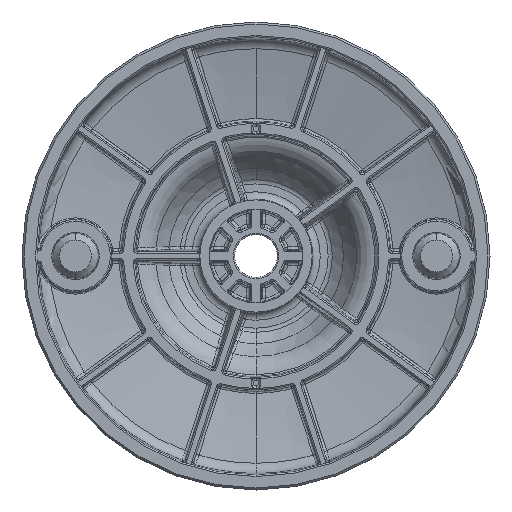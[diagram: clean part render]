
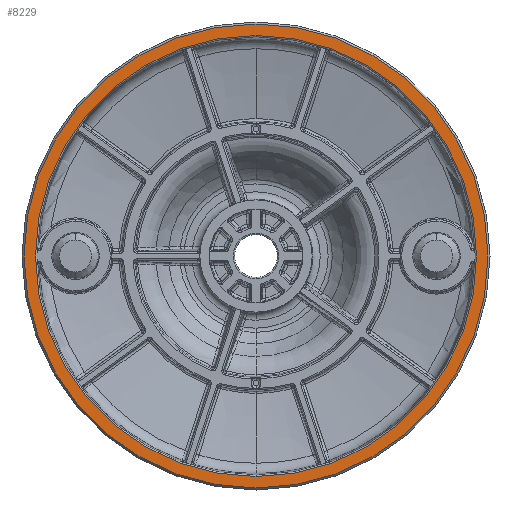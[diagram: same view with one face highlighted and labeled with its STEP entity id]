
A CAD part, front view. The second image highlights one B-rep face of the part: STEP entity #8229.
In plain terms, the highlighted planar face has unit normal (0, -1, 0).
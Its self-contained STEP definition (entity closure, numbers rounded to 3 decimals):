
#152 = CARTESIAN_POINT ( 'NONE',  ( 0., 0., 0. ) ) ;
#825 = EDGE_LOOP ( 'NONE', ( #29510, #15970 ) ) ;
#1456 = EDGE_LOOP ( 'NONE', ( #4350, #24487 ) ) ;
#2823 = DIRECTION ( 'NONE',  ( 0., 0., -1. ) ) ;
#4138 = DIRECTION ( 'NONE',  ( 0., -1., 0. ) ) ;
#4350 = ORIENTED_EDGE ( 'NONE', *, *, #33546, .T. ) ;
#5670 = EDGE_CURVE ( 'NONE', #6893, #29467, #33943, .T. ) ;
#6778 = DIRECTION ( 'NONE',  ( 0., 0., -1. ) ) ;
#6893 = VERTEX_POINT ( 'NONE', #23971 ) ;
#7318 = FACE_OUTER_BOUND ( 'NONE', #825, .T. ) ;
#8229 = ADVANCED_FACE ( 'NONE', ( #30190, #7318 ), #20012, .T. ) ;
#9475 = AXIS2_PLACEMENT_3D ( 'NONE', #22704, #33287, #6778 ) ;
#12167 = CIRCLE ( 'NONE', #28087, 86.75 ) ;
#13866 = CARTESIAN_POINT ( 'NONE',  ( 0., 0., 86.75 ) ) ;
#14601 = DIRECTION ( 'NONE',  ( 0., 1., 0. ) ) ;
#15103 = DIRECTION ( 'NONE',  ( 0., 1., 0. ) ) ;
#15970 = ORIENTED_EDGE ( 'NONE', *, *, #16348, .T. ) ;
#16348 = EDGE_CURVE ( 'NONE', #23372, #18621, #27295, .T. ) ;
#17815 = CARTESIAN_POINT ( 'NONE',  ( 0., 0., -82.458 ) ) ;
#18621 = VERTEX_POINT ( 'NONE', #13866 ) ;
#18732 = DIRECTION ( 'NONE',  ( 0., -1., 0. ) ) ;
#20012 = PLANE ( 'NONE',  #9475 ) ;
#20057 = CARTESIAN_POINT ( 'NONE',  ( 0., 0., 0. ) ) ;
#21917 = AXIS2_PLACEMENT_3D ( 'NONE', #31025, #15103, #33714 ) ;
#22690 = AXIS2_PLACEMENT_3D ( 'NONE', #30501, #14601, #33187 ) ;
#22704 = CARTESIAN_POINT ( 'NONE',  ( 0., 0., 0. ) ) ;
#22748 = DIRECTION ( 'NONE',  ( 0., 0., -1. ) ) ;
#23372 = VERTEX_POINT ( 'NONE', #32850 ) ;
#23971 = CARTESIAN_POINT ( 'NONE',  ( 0., 0., 82.458 ) ) ;
#24487 = ORIENTED_EDGE ( 'NONE', *, *, #5670, .T. ) ;
#27295 = CIRCLE ( 'NONE', #28925, 86.75 ) ;
#28087 = AXIS2_PLACEMENT_3D ( 'NONE', #20057, #4138, #22748 ) ;
#28925 = AXIS2_PLACEMENT_3D ( 'NONE', #152, #18732, #2823 ) ;
#29467 = VERTEX_POINT ( 'NONE', #17815 ) ;
#29510 = ORIENTED_EDGE ( 'NONE', *, *, #30226, .T. ) ;
#30190 = FACE_BOUND ( 'NONE', #1456, .T. ) ;
#30226 = EDGE_CURVE ( 'NONE', #18621, #23372, #12167, .T. ) ;
#30501 = CARTESIAN_POINT ( 'NONE',  ( 0., 0., 0. ) ) ;
#30928 = CIRCLE ( 'NONE', #21917, 82.458 ) ;
#31025 = CARTESIAN_POINT ( 'NONE',  ( 0., 0., 0. ) ) ;
#32850 = CARTESIAN_POINT ( 'NONE',  ( 0., 0., -86.75 ) ) ;
#33187 = DIRECTION ( 'NONE',  ( 0., 0., -1. ) ) ;
#33287 = DIRECTION ( 'NONE',  ( 0., -1., 0. ) ) ;
#33546 = EDGE_CURVE ( 'NONE', #29467, #6893, #30928, .T. ) ;
#33714 = DIRECTION ( 'NONE',  ( 0., 0., -1. ) ) ;
#33943 = CIRCLE ( 'NONE', #22690, 82.458 ) ;
